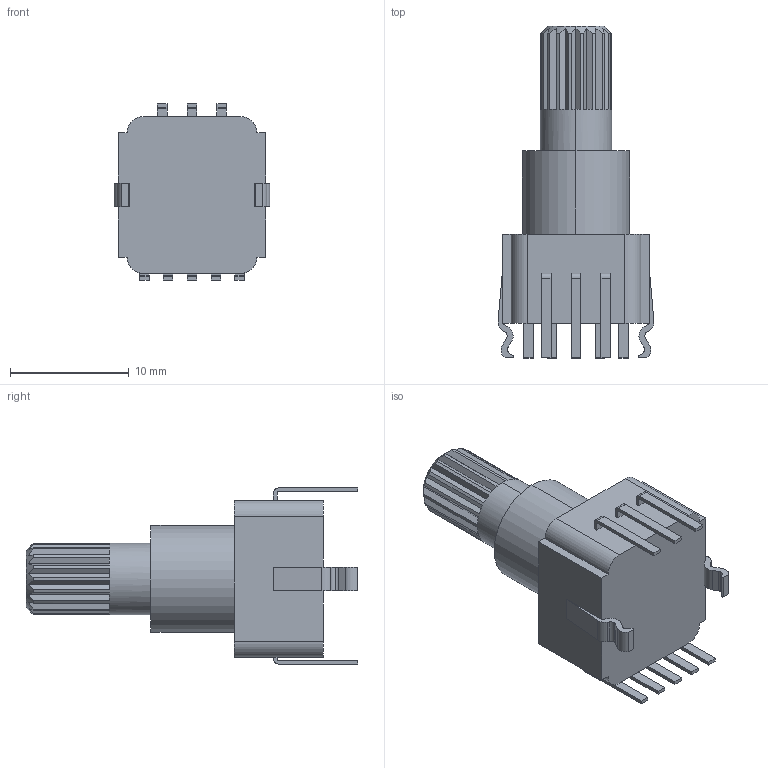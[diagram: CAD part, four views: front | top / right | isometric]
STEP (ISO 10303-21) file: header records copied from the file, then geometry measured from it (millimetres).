
FILE_DESCRIPTION (( 'STEP AP214' ), '1' );
FILE_NAME ('rotary_encoder_RGB__SF-COM-10982.STEP', '2019-10-07T13:06:14', ( '' ), ( '' ), 'SwSTEP 2.0', 'SolidWorks 2018', '' );
FILE_SCHEMA (( 'AUTOMOTIVE_DESIGN' ));
Length unit declared in the file: millimetre
Products named in the file (1): rotary_encoder_RGB__SF-COM-10982
Bounding box: 13.12 x 27.9 x 14.8 mm (x, y, z)
Volume: 1929.4 mm3; surface area: 1283.9 mm2
Topology: 1 solids, 1 shells, 185 faces, 519 edges, 344 vertices
Faces by surface type: plane 140, cylinder 43, cone 2
Entity records: 8058 total; most frequent: CARTESIAN_POINT 1157, ORIENTED_EDGE 1038, DIRECTION 983, EDGE_CURVE 519, LINE 355, VECTOR 355, VERTEX_POINT 344, AXIS2_PLACEMENT_3D 314
